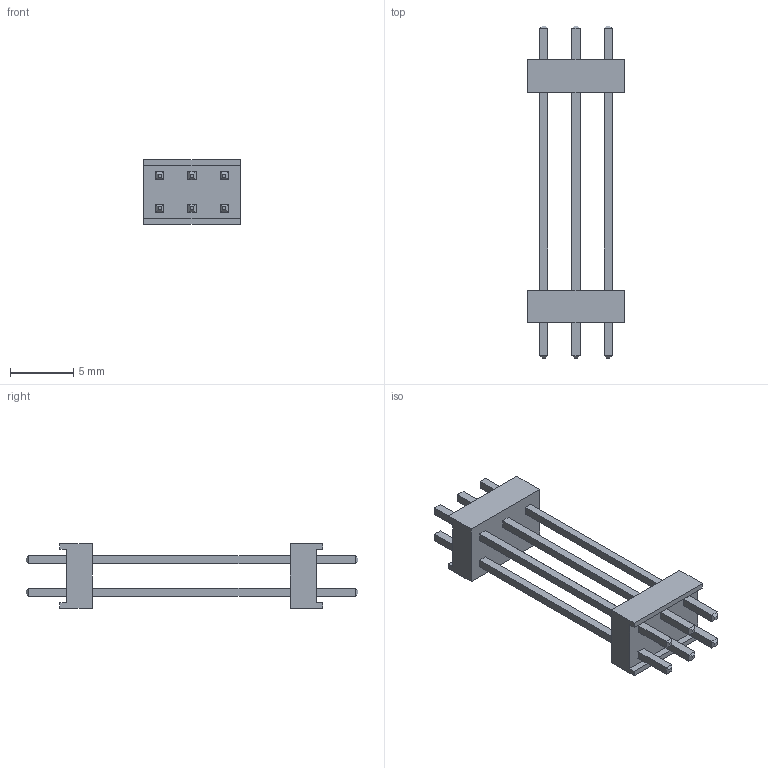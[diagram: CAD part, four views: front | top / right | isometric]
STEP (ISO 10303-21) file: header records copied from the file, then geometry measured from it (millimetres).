
FILE_DESCRIPTION( ( 'STEP AP214' ), '1' );
FILE_NAME( 'DW-03-12-T-D-815.stp', '2021-01-22T04:33:19', ( 'License CC BY-ND 4.0' ), ( 'CADENAS' ), ' ', 'PARTsolutions', ' ' );
FILE_SCHEMA( ( 'AUTOMOTIVE_DESIGN { 1 0 10303 214 1 1 1 1 }' ) );
Length unit declared in the file: inch
Products named in the file (4): DW-03-12-T-D-815; _ZW-03-12-G-D-815-110bbody; _ZW-03-12-G-D-815-110_pins; _ZW-03-12-G-D-815-110_top_body
Assembly tree (3 placements, depth 2):
  DW-03-12-T-D-815
    _ZW-03-12-G-D-815-110bbody
    _ZW-03-12-G-D-815-110_pins
    _ZW-03-12-G-D-815-110_top_body
Bounding box: 7.62 x 26.16 x 5.08 mm (x, y, z)
Volume: 221.7 mm3; surface area: 780.4 mm2
Topology: 3 solids, 3 shells, 178 faces, 444 edges, 280 vertices
Faces by surface type: plane 178
Entity records: 6666 total; most frequent: CARTESIAN_POINT 906, ORIENTED_EDGE 888, DIRECTION 808, EDGE_CURVE 444, LINE 444, VECTOR 444, VERTEX_POINT 280, EDGE_LOOP 210
